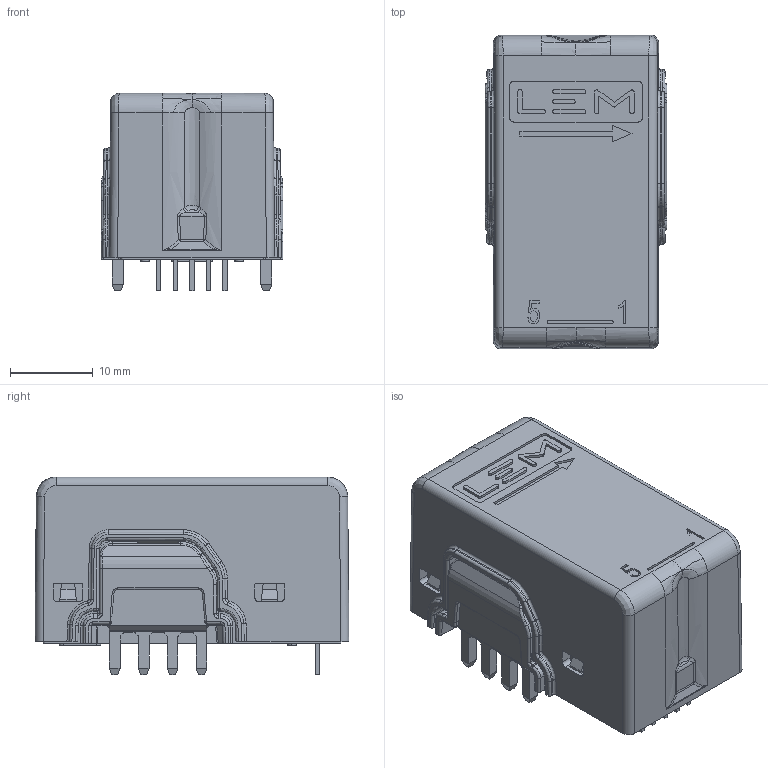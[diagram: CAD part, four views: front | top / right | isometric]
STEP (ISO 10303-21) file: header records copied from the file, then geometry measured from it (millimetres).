
FILE_DESCRIPTION (( 'STEP AP214' ), '1' );
FILE_NAME ('HOB 3D CAD Model.STEP', '2024-05-09T18:17:18', ( '' ), ( '' ), 'SwSTEP 2.0', 'SolidWorks 2020', '' );
FILE_SCHEMA (( 'AUTOMOTIVE_DESIGN' ));
Length unit declared in the file: millimetre
Products named in the file (3): 70_BLACKBOX_HOB_20201016.1.1.stp; HOB 3D CAD Model; HOB 3D CAD Model.stp
Assembly tree (2 placements, depth 3):
  HOB 3D CAD Model
    HOB 3D CAD Model.stp
      70_BLACKBOX_HOB_20201016.1.1.stp
Bounding box: 22 x 38 x 23.9 mm (x, y, z)
Volume: 14440 mm3; surface area: 4720.2 mm2
Topology: 1 solids, 1 shells, 941 faces, 2339 edges, 1411 vertices
Faces by surface type: plane 394, cylinder 331, bspline 152, sphere 36, torus 26, cone 2
Entity records: 38737 total; most frequent: CARTESIAN_POINT 16813, ORIENTED_EDGE 4654, DIRECTION 3668, EDGE_CURVE 2327, VERTEX_POINT 1411, VECTOR 1336, LINE 1336, AXIS2_PLACEMENT_3D 1166
